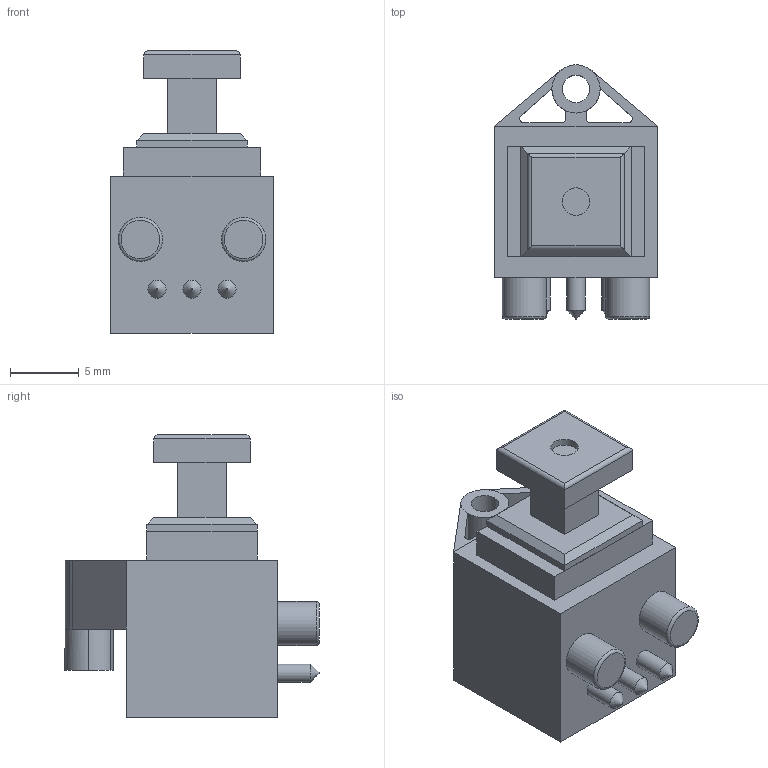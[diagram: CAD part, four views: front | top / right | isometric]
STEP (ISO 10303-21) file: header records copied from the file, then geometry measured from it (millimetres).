
FILE_DESCRIPTION(('FreeCAD Model'),'2;1');
FILE_NAME('LZ-GQ-003.stp','2018-11-25T18:28:01',( 'Author'),(''),'Open CASCADE STEP processor 6.8','FreeCAD','Unknown' );
FILE_SCHEMA(('AUTOMOTIVE_DESIGN { 1 0 10303 214 1 1 1 1 }'));
Length unit declared in the file: millimetre
Products named in the file (3): ASSEMBLY; Fillet003; Pocket003
Assembly tree (2 placements, depth 2):
  ASSEMBLY
    Fillet003
    Pocket003
Bounding box: 11.8 x 18.45 x 20.5 mm (x, y, z)
Volume: 1838.3 mm3; surface area: 1620 mm2
Topology: 2 solids, 2 shells, 90 faces, 210 edges, 130 vertices
Faces by surface type: plane 58, cylinder 25, cone 3, torus 2, bspline 2
Full cylindrical faces by diameter (mm): 1.321 x3, 2 x2, 3.2 x2
Entity records: 5699 total; most frequent: CARTESIAN_POINT 1433, DIRECTION 779, LINE 466, VECTOR 466, ORIENTED_EDGE 420, PCURVE 420, DEFINITIONAL_REPRESENTATION 420, EDGE_CURVE 210
